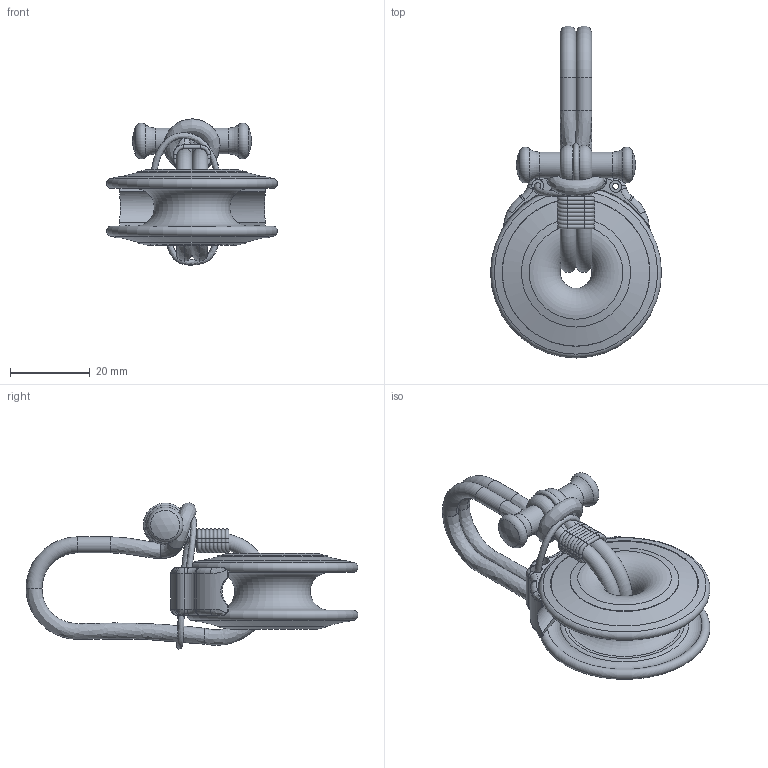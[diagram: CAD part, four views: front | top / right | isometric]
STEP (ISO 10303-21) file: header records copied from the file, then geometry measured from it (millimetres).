
FILE_DESCRIPTION(/* description */ (''),/* implementation_level */ '2;1');
FILE_NAME(/* name */ 'RS43.08.stp',/* time_stamp */ '2020-10-01T14:05:16+02:00',/* author */ ('lucade'),/* organization */ (''),/* preprocessor_version */ 'ST-DEVELOPER v18.1',/* originating_system */ 'Autodesk Inventor 2021',/* authorisation */ '');
FILE_SCHEMA (('AUTOMOTIVE_DESIGN { 1 0 10303 214 3 1 1 }'));
Length unit declared in the file: millimetre
Products named in the file (1): Parte1
Bounding box: 43 x 83.5 x 36.77 mm (x, y, z)
Volume: 19648.2 mm3; surface area: 13220.2 mm2
Topology: 1 solids, 1 shells, 352 faces, 1002 edges, 543 vertices
Faces by surface type: torus 161, cylinder 118, bspline 33, plane 28, cone 10, sphere 2
Full cylindrical faces by diameter (mm): 1 x4, 1.5 x3, 3 x8, 4 x2, 6.5 x2
Entity records: 16473 total; most frequent: CARTESIAN_POINT 7572, ORIENTED_EDGE 2004, DIRECTION 1874, EDGE_CURVE 1002, AXIS2_PLACEMENT_3D 881, CIRCLE 545, VERTEX_POINT 543, EDGE_LOOP 377
